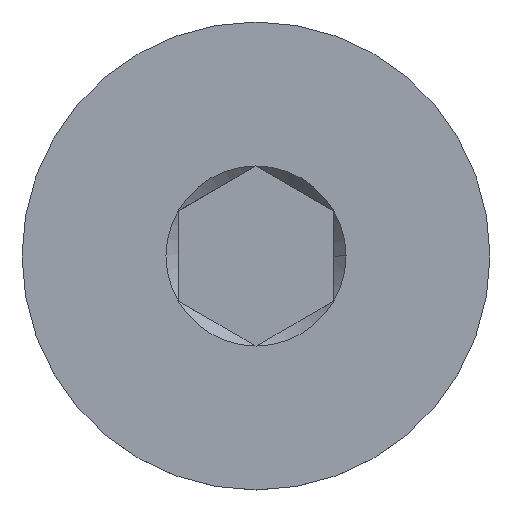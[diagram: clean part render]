
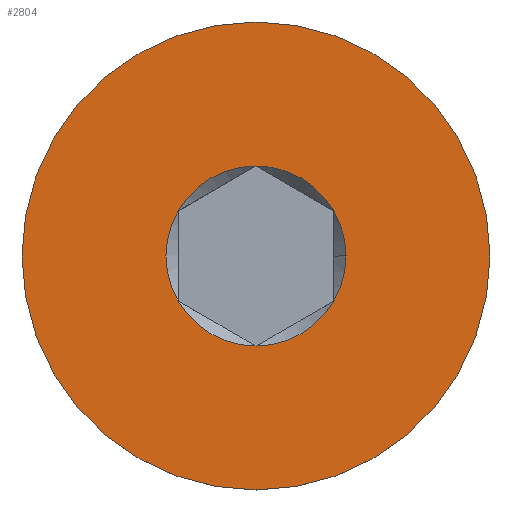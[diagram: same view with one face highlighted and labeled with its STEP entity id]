
A CAD part, top view. The second image highlights one B-rep face of the part: STEP entity #2804.
In plain terms, the highlighted planar face has unit normal (0, 0, 1).
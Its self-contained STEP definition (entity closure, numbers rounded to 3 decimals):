
#14 = CARTESIAN_POINT ( 'NONE',  ( 0., 0., 0. ) ) ;
#15 = DIRECTION ( 'NONE',  ( 0., -1., 0. ) ) ;
#44 = DIRECTION ( 'NONE',  ( 0., 0., 1. ) ) ;
#64 = CARTESIAN_POINT ( 'NONE',  ( 0., 0., 0. ) ) ;
#128 = DIRECTION ( 'NONE',  ( 1., 0., 0. ) ) ;
#183 = DIRECTION ( 'NONE',  ( 0., 0., 1. ) ) ;
#296 = AXIS2_PLACEMENT_3D ( 'NONE', #919, #855, #818 ) ;
#297 = AXIS2_PLACEMENT_3D ( 'NONE', #751, #759, #920 ) ;
#298 = AXIS2_PLACEMENT_3D ( 'NONE', #1064, #825, #849 ) ;
#299 = AXIS2_PLACEMENT_3D ( 'NONE', #756, #723, #725 ) ;
#300 = AXIS2_PLACEMENT_3D ( 'NONE', #851, #778, #1022 ) ;
#301 = AXIS2_PLACEMENT_3D ( 'NONE', #750, #853, #922 ) ;
#302 = AXIS2_PLACEMENT_3D ( 'NONE', #1052, #538, #992 ) ;
#333 = AXIS2_PLACEMENT_3D ( 'NONE', #619, #609, #608 ) ;
#538 = DIRECTION ( 'NONE',  ( 0., 0., 1. ) ) ;
#608 = DIRECTION ( 'NONE',  ( 0., -1., 0. ) ) ;
#609 = DIRECTION ( 'NONE',  ( 0., 0., 1. ) ) ;
#611 = PLANE ( 'NONE',  #333 ) ;
#619 = CARTESIAN_POINT ( 'NONE',  ( 0., -1.5, 0. ) ) ;
#723 = DIRECTION ( 'NONE',  ( 0., 0., 1. ) ) ;
#725 = DIRECTION ( 'NONE',  ( 1., 0., 0. ) ) ;
#750 = CARTESIAN_POINT ( 'NONE',  ( 0., 0., 0. ) ) ;
#751 = CARTESIAN_POINT ( 'NONE',  ( 0., 0., 0. ) ) ;
#756 = CARTESIAN_POINT ( 'NONE',  ( 0., 0., 0. ) ) ;
#759 = DIRECTION ( 'NONE',  ( 0., 0., 1. ) ) ;
#778 = DIRECTION ( 'NONE',  ( 0., 0., 1. ) ) ;
#818 = DIRECTION ( 'NONE',  ( 0., -1., 0. ) ) ;
#825 = DIRECTION ( 'NONE',  ( 0., 0., 1. ) ) ;
#849 = DIRECTION ( 'NONE',  ( 1., 0., 0. ) ) ;
#851 = CARTESIAN_POINT ( 'NONE',  ( 0., 0., 0. ) ) ;
#853 = DIRECTION ( 'NONE',  ( 0., 0., 1. ) ) ;
#855 = DIRECTION ( 'NONE',  ( 0., 0., 1. ) ) ;
#896 = CARTESIAN_POINT ( 'NONE',  ( 1., 0.577, 0. ) ) ;
#909 = CARTESIAN_POINT ( 'NONE',  ( -1., 0.577, 0. ) ) ;
#910 = CARTESIAN_POINT ( 'NONE',  ( -1., -0.577, 0. ) ) ;
#913 = CARTESIAN_POINT ( 'NONE',  ( 0., 3., 0. ) ) ;
#914 = CARTESIAN_POINT ( 'NONE',  ( 0., -3., 0. ) ) ;
#919 = CARTESIAN_POINT ( 'NONE',  ( 0., 0., 0. ) ) ;
#920 = DIRECTION ( 'NONE',  ( 1., 0., 0. ) ) ;
#922 = DIRECTION ( 'NONE',  ( 1., 0., 0. ) ) ;
#938 = CARTESIAN_POINT ( 'NONE',  ( 1., -0.577, 0. ) ) ;
#976 = CARTESIAN_POINT ( 'NONE',  ( 0., 1.155, 0. ) ) ;
#988 = CARTESIAN_POINT ( 'NONE',  ( 1.155, 0., 0. ) ) ;
#992 = DIRECTION ( 'NONE',  ( 1., 0., 0. ) ) ;
#1003 = CARTESIAN_POINT ( 'NONE',  ( 0., -1.155, 0. ) ) ;
#1022 = DIRECTION ( 'NONE',  ( 1., 0., 0. ) ) ;
#1052 = CARTESIAN_POINT ( 'NONE',  ( 0., 0., 0. ) ) ;
#1064 = CARTESIAN_POINT ( 'NONE',  ( 0., 0., 0. ) ) ;
#1498 = EDGE_CURVE ( 'NONE', #1943, #2004, #2222, .T. ) ;
#1505 = EDGE_CURVE ( 'NONE', #1753, #2327, #1779, .T. ) ;
#1604 = EDGE_CURVE ( 'NONE', #2004, #1943, #2163, .T. ) ;
#1605 = EDGE_CURVE ( 'NONE', #1685, #1901, #2173, .T. ) ;
#1606 = EDGE_CURVE ( 'NONE', #1948, #1685, #2171, .T. ) ;
#1607 = EDGE_CURVE ( 'NONE', #1950, #1948, #2168, .T. ) ;
#1608 = EDGE_CURVE ( 'NONE', #1806, #1950, #2170, .T. ) ;
#1609 = EDGE_CURVE ( 'NONE', #2327, #1806, #2167, .T. ) ;
#1610 = EDGE_CURVE ( 'NONE', #1901, #1753, #2169, .T. ) ;
#1633 = AXIS2_PLACEMENT_3D ( 'NONE', #14, #183, #15 ) ;
#1635 = AXIS2_PLACEMENT_3D ( 'NONE', #64, #44, #128 ) ;
#1685 = VERTEX_POINT ( 'NONE', #1003 ) ;
#1707 = ORIENTED_EDGE ( 'NONE', *, *, #1505, .F. ) ;
#1709 = ORIENTED_EDGE ( 'NONE', *, *, #1608, .F. ) ;
#1738 = EDGE_LOOP ( 'NONE', ( #2333, #1989 ) ) ;
#1753 = VERTEX_POINT ( 'NONE', #988 ) ;
#1759 = ORIENTED_EDGE ( 'NONE', *, *, #1605, .F. ) ;
#1779 = CIRCLE ( 'NONE', #1635, 1.155 ) ;
#1806 = VERTEX_POINT ( 'NONE', #976 ) ;
#1901 = VERTEX_POINT ( 'NONE', #938 ) ;
#1916 = ORIENTED_EDGE ( 'NONE', *, *, #1607, .F. ) ;
#1943 = VERTEX_POINT ( 'NONE', #914 ) ;
#1946 = ORIENTED_EDGE ( 'NONE', *, *, #1610, .F. ) ;
#1948 = VERTEX_POINT ( 'NONE', #910 ) ;
#1950 = VERTEX_POINT ( 'NONE', #909 ) ;
#1955 = EDGE_LOOP ( 'NONE', ( #1759, #1979, #1916, #1709, #2351, #1707, #1946 ) ) ;
#1979 = ORIENTED_EDGE ( 'NONE', *, *, #1606, .F. ) ;
#1989 = ORIENTED_EDGE ( 'NONE', *, *, #1604, .T. ) ;
#2004 = VERTEX_POINT ( 'NONE', #913 ) ;
#2066 = FACE_OUTER_BOUND ( 'NONE', #1738, .T. ) ;
#2077 = FACE_BOUND ( 'NONE', #1955, .T. ) ;
#2163 = CIRCLE ( 'NONE', #296, 3. ) ;
#2167 = CIRCLE ( 'NONE', #301, 1.155 ) ;
#2168 = CIRCLE ( 'NONE', #299, 1.155 ) ;
#2169 = CIRCLE ( 'NONE', #302, 1.155 ) ;
#2170 = CIRCLE ( 'NONE', #300, 1.155 ) ;
#2171 = CIRCLE ( 'NONE', #298, 1.155 ) ;
#2173 = CIRCLE ( 'NONE', #297, 1.155 ) ;
#2222 = CIRCLE ( 'NONE', #1633, 3. ) ;
#2327 = VERTEX_POINT ( 'NONE', #896 ) ;
#2333 = ORIENTED_EDGE ( 'NONE', *, *, #1498, .T. ) ;
#2351 = ORIENTED_EDGE ( 'NONE', *, *, #1609, .F. ) ;
#2804 = ADVANCED_FACE ( 'NONE', ( #2077, #2066 ), #611, .T. ) ;
